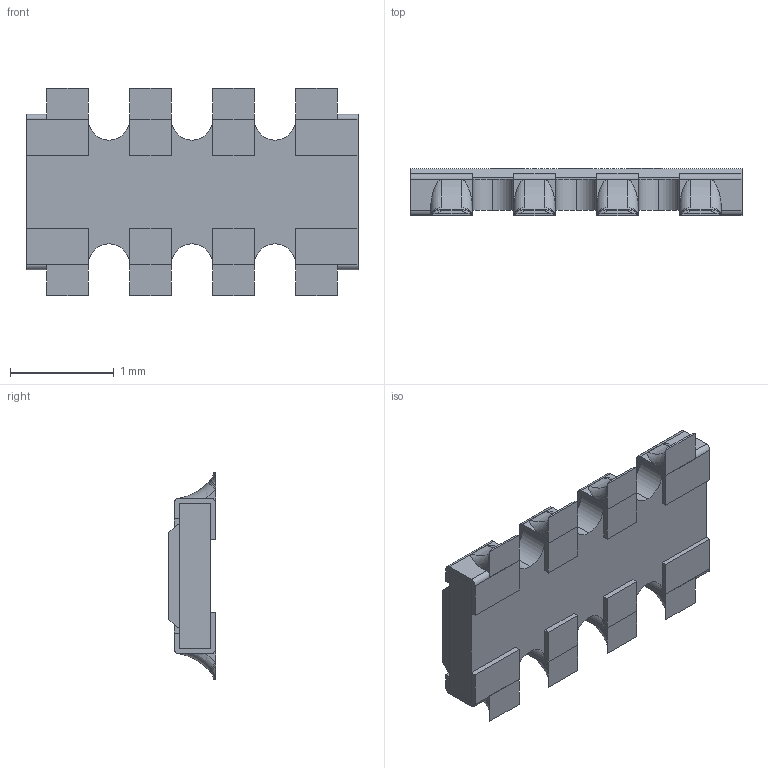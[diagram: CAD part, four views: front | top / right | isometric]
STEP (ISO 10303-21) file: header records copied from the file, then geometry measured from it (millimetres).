
FILE_DESCRIPTION (( 'STEP AP203' ), '1' );
FILE_NAME ('MICRO_220 RESISTOR PACK.step', '2019-10-07T21:33:06', ( '' ), ( '' ), 'SwSTEP 2.0', 'SolidWorks 2017', '' );
FILE_SCHEMA (( 'CONFIG_CONTROL_DESIGN' ));
Length unit declared in the file: millimetre
Products named in the file (1): MICRO_220 RESISTOR PACK
Bounding box: 3.2 x 0.46 x 2 mm (x, y, z)
Volume: 1.8 mm3; surface area: 30.3 mm2
Topology: 10 solids, 10 shells, 298 faces, 774 edges, 500 vertices
Faces by surface type: plane 160, bspline 73, cylinder 49, torus 16
Entity records: 11253 total; most frequent: CARTESIAN_POINT 4262, ORIENTED_EDGE 1548, DIRECTION 1258, EDGE_CURVE 774, VECTOR 514, LINE 514, VERTEX_POINT 500, AXIS2_PLACEMENT_3D 372
